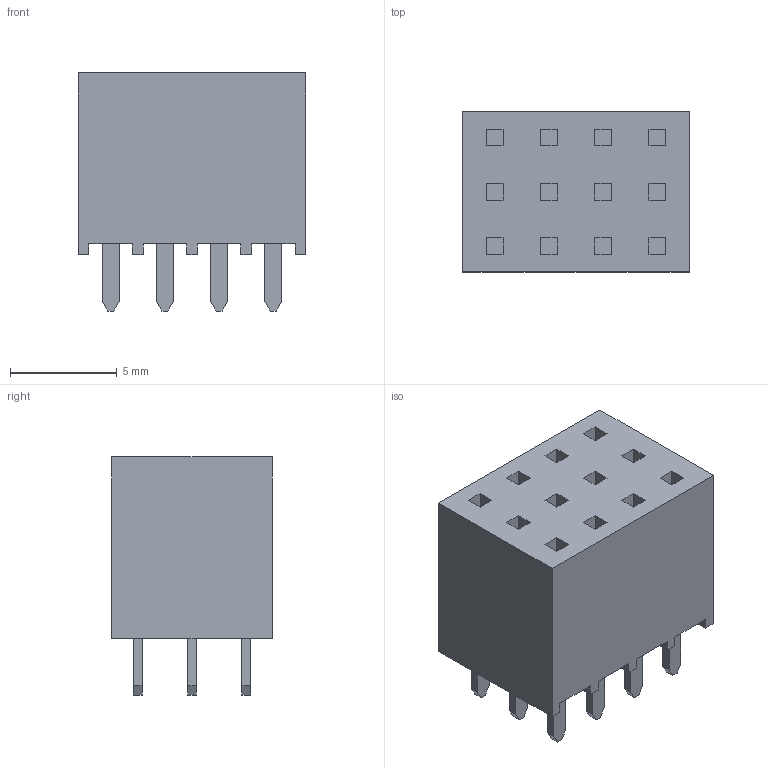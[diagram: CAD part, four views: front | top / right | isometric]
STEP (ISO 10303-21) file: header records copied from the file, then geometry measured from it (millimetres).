
FILE_DESCRIPTION(/* description */ (''),/* implementation_level */ '2;1');
FILE_NAME(/* name */ 'SAMTEC_SSW-104-01-G-T.stp',/* time_stamp */ '2017-06-29T18:26:26+02:00',/* author */ ('jwickham'),/* organization */ (''),/* preprocessor_version */ 'ST-DEVELOPER v16.5',/* originating_system */ 'AutoCAD Mechanical',/* authorisation */ ' ');
FILE_SCHEMA (('AUTOMOTIVE_DESIGN { 1 0 10303 214 3 1 1 }'));
Length unit declared in the file: millimetre
Products named in the file (1): Product
Bounding box: 10.67 x 7.49 x 11.15 mm (x, y, z)
Volume: 604.2 mm3; surface area: 905.4 mm2
Topology: 25 solids, 25 shells, 238 faces, 564 edges, 376 vertices
Faces by surface type: plane 238
Entity records: 6778 total; most frequent: CARTESIAN_POINT 1179, ORIENTED_EDGE 1128, DIRECTION 1042, LINE 564, VECTOR 564, EDGE_CURVE 564, VERTEX_POINT 376, EDGE_LOOP 262
